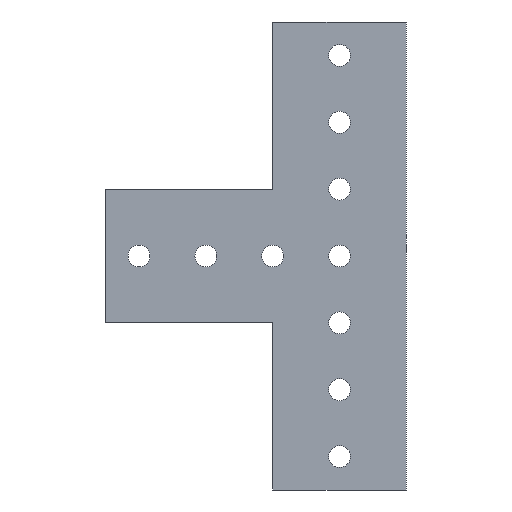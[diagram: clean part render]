
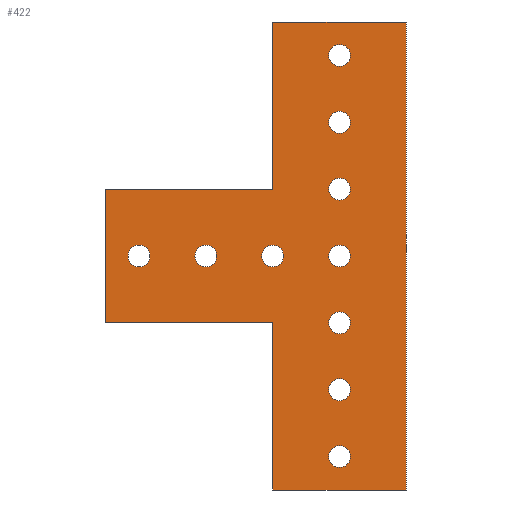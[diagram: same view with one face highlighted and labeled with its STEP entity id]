
A CAD part, front view. The second image highlights one B-rep face of the part: STEP entity #422.
In plain terms, the highlighted planar face has unit normal (0, -1, 0).
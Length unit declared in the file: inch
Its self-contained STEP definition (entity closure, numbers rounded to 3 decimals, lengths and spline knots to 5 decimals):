
#24=FACE_BOUND('',#107,.T.);
#25=FACE_BOUND('',#108,.T.);
#26=FACE_BOUND('',#109,.T.);
#27=FACE_BOUND('',#110,.T.);
#28=FACE_BOUND('',#111,.T.);
#29=FACE_BOUND('',#112,.T.);
#30=FACE_BOUND('',#113,.T.);
#31=FACE_BOUND('',#114,.T.);
#32=FACE_BOUND('',#115,.T.);
#33=FACE_BOUND('',#116,.T.);
#44=CIRCLE('',#465,0.0815);
#45=CIRCLE('',#466,0.0815);
#46=CIRCLE('',#467,0.0815);
#47=CIRCLE('',#468,0.0815);
#48=CIRCLE('',#469,0.0815);
#49=CIRCLE('',#470,0.0815);
#50=CIRCLE('',#471,0.0815);
#51=CIRCLE('',#472,0.0815);
#52=CIRCLE('',#473,0.0815);
#53=CIRCLE('',#474,0.0815);
#86=FACE_OUTER_BOUND('',#106,.T.);
#106=EDGE_LOOP('',(#310,#311,#312,#313,#314,#315,#316,#317));
#107=EDGE_LOOP('',(#318));
#108=EDGE_LOOP('',(#319));
#109=EDGE_LOOP('',(#320));
#110=EDGE_LOOP('',(#321));
#111=EDGE_LOOP('',(#322));
#112=EDGE_LOOP('',(#323));
#113=EDGE_LOOP('',(#324));
#114=EDGE_LOOP('',(#325));
#115=EDGE_LOOP('',(#326));
#116=EDGE_LOOP('',(#327));
#144=LINE('',#622,#178);
#148=LINE('',#630,#182);
#151=LINE('',#636,#185);
#152=LINE('',#638,#186);
#153=LINE('',#640,#187);
#154=LINE('',#642,#188);
#155=LINE('',#644,#189);
#156=LINE('',#645,#190);
#178=VECTOR('',#506,0.3937);
#182=VECTOR('',#512,0.3937);
#185=VECTOR('',#517,0.3937);
#186=VECTOR('',#518,0.3937);
#187=VECTOR('',#519,0.3937);
#188=VECTOR('',#520,0.3937);
#189=VECTOR('',#521,0.3937);
#190=VECTOR('',#522,0.3937);
#212=VERTEX_POINT('',#620);
#213=VERTEX_POINT('',#621);
#216=VERTEX_POINT('',#629);
#218=VERTEX_POINT('',#635);
#219=VERTEX_POINT('',#637);
#220=VERTEX_POINT('',#639);
#221=VERTEX_POINT('',#641);
#222=VERTEX_POINT('',#643);
#223=VERTEX_POINT('',#646);
#224=VERTEX_POINT('',#648);
#225=VERTEX_POINT('',#650);
#226=VERTEX_POINT('',#652);
#227=VERTEX_POINT('',#654);
#228=VERTEX_POINT('',#656);
#229=VERTEX_POINT('',#658);
#230=VERTEX_POINT('',#660);
#231=VERTEX_POINT('',#662);
#232=VERTEX_POINT('',#664);
#248=EDGE_CURVE('',#212,#213,#144,.T.);
#252=EDGE_CURVE('',#216,#212,#148,.T.);
#255=EDGE_CURVE('',#213,#218,#151,.T.);
#256=EDGE_CURVE('',#218,#219,#152,.T.);
#257=EDGE_CURVE('',#219,#220,#153,.T.);
#258=EDGE_CURVE('',#220,#221,#154,.T.);
#259=EDGE_CURVE('',#221,#222,#155,.T.);
#260=EDGE_CURVE('',#222,#216,#156,.T.);
#261=EDGE_CURVE('',#223,#223,#44,.T.);
#262=EDGE_CURVE('',#224,#224,#45,.T.);
#263=EDGE_CURVE('',#225,#225,#46,.T.);
#264=EDGE_CURVE('',#226,#226,#47,.T.);
#265=EDGE_CURVE('',#227,#227,#48,.T.);
#266=EDGE_CURVE('',#228,#228,#49,.T.);
#267=EDGE_CURVE('',#229,#229,#50,.T.);
#268=EDGE_CURVE('',#230,#230,#51,.T.);
#269=EDGE_CURVE('',#231,#231,#52,.T.);
#270=EDGE_CURVE('',#232,#232,#53,.T.);
#310=ORIENTED_EDGE('',*,*,#248,.T.);
#311=ORIENTED_EDGE('',*,*,#255,.T.);
#312=ORIENTED_EDGE('',*,*,#256,.T.);
#313=ORIENTED_EDGE('',*,*,#257,.T.);
#314=ORIENTED_EDGE('',*,*,#258,.T.);
#315=ORIENTED_EDGE('',*,*,#259,.T.);
#316=ORIENTED_EDGE('',*,*,#260,.T.);
#317=ORIENTED_EDGE('',*,*,#252,.T.);
#318=ORIENTED_EDGE('',*,*,#261,.T.);
#319=ORIENTED_EDGE('',*,*,#262,.T.);
#320=ORIENTED_EDGE('',*,*,#263,.T.);
#321=ORIENTED_EDGE('',*,*,#264,.T.);
#322=ORIENTED_EDGE('',*,*,#265,.T.);
#323=ORIENTED_EDGE('',*,*,#266,.T.);
#324=ORIENTED_EDGE('',*,*,#267,.T.);
#325=ORIENTED_EDGE('',*,*,#268,.T.);
#326=ORIENTED_EDGE('',*,*,#269,.T.);
#327=ORIENTED_EDGE('',*,*,#270,.T.);
#412=PLANE('',#464);
#422=ADVANCED_FACE('',(#86,#24,#25,#26,#27,#28,#29,#30,#31,#32,#33),#412,
 .F.);
#464=AXIS2_PLACEMENT_3D('',#634,#515,#516);
#465=AXIS2_PLACEMENT_3D('',#647,#523,#524);
#466=AXIS2_PLACEMENT_3D('',#649,#525,#526);
#467=AXIS2_PLACEMENT_3D('',#651,#527,#528);
#468=AXIS2_PLACEMENT_3D('',#653,#529,#530);
#469=AXIS2_PLACEMENT_3D('',#655,#531,#532);
#470=AXIS2_PLACEMENT_3D('',#657,#533,#534);
#471=AXIS2_PLACEMENT_3D('',#659,#535,#536);
#472=AXIS2_PLACEMENT_3D('',#661,#537,#538);
#473=AXIS2_PLACEMENT_3D('',#663,#539,#540);
#474=AXIS2_PLACEMENT_3D('',#665,#541,#542);
#506=DIRECTION('',(0.,0.,-1.));
#512=DIRECTION('',(-1.,0.,0.));
#515=DIRECTION('center_axis',(0.,1.,0.));
#516=DIRECTION('ref_axis',(0.,0.,1.));
#517=DIRECTION('',(1.,0.,0.));
#518=DIRECTION('',(0.,0.,-1.));
#519=DIRECTION('',(1.,0.,0.));
#520=DIRECTION('',(0.,0.,1.));
#521=DIRECTION('',(-1.,0.,0.));
#522=DIRECTION('',(0.,0.,-1.));
#523=DIRECTION('center_axis',(0.,1.,0.));
#524=DIRECTION('ref_axis',(1.,0.,0.));
#525=DIRECTION('center_axis',(0.,1.,0.));
#526=DIRECTION('ref_axis',(1.,0.,0.));
#527=DIRECTION('center_axis',(0.,1.,0.));
#528=DIRECTION('ref_axis',(1.,0.,0.));
#529=DIRECTION('center_axis',(0.,1.,0.));
#530=DIRECTION('ref_axis',(1.,0.,0.));
#531=DIRECTION('center_axis',(0.,1.,0.));
#532=DIRECTION('ref_axis',(1.,0.,0.));
#533=DIRECTION('center_axis',(0.,1.,0.));
#534=DIRECTION('ref_axis',(1.,0.,0.));
#535=DIRECTION('center_axis',(0.,1.,0.));
#536=DIRECTION('ref_axis',(1.,0.,0.));
#537=DIRECTION('center_axis',(0.,1.,0.));
#538=DIRECTION('ref_axis',(1.,0.,0.));
#539=DIRECTION('center_axis',(0.,1.,0.));
#540=DIRECTION('ref_axis',(1.,0.,0.));
#541=DIRECTION('center_axis',(0.,1.,0.));
#542=DIRECTION('ref_axis',(1.,0.,0.));
#620=CARTESIAN_POINT('',(-2.25,0.,-1.25));
#621=CARTESIAN_POINT('',(-2.25,0.,-2.25));
#622=CARTESIAN_POINT('',(-2.25,0.,-2.));
#629=CARTESIAN_POINT('',(-1.,0.,-1.25));
#630=CARTESIAN_POINT('',(-1.,0.,-1.25));
#634=CARTESIAN_POINT('Origin',(-1.20833,0.,-1.75));
#635=CARTESIAN_POINT('',(-1.,0.,-2.25));
#636=CARTESIAN_POINT('',(-3.25,0.,-2.25));
#637=CARTESIAN_POINT('',(-1.,0.,-3.5));
#638=CARTESIAN_POINT('',(-1.,0.,-2.25));
#639=CARTESIAN_POINT('',(0.,0.,-3.5));
#640=CARTESIAN_POINT('',(-1.,0.,-3.5));
#641=CARTESIAN_POINT('',(0.,0.,0.));
#642=CARTESIAN_POINT('',(0.,0.,-3.5));
#643=CARTESIAN_POINT('',(-1.,0.,0.));
#644=CARTESIAN_POINT('',(0.,0.,0.));
#645=CARTESIAN_POINT('',(-1.,0.,0.));
#646=CARTESIAN_POINT('',(-0.5815,0.,-0.25));
#647=CARTESIAN_POINT('Origin',(-0.5,0.,-0.25));
#648=CARTESIAN_POINT('',(-0.5815,0.,-1.75));
#649=CARTESIAN_POINT('Origin',(-0.5,0.,-1.75));
#650=CARTESIAN_POINT('',(-0.5815,0.,-2.25));
#651=CARTESIAN_POINT('Origin',(-0.5,0.,-2.25));
#652=CARTESIAN_POINT('',(-0.5815,0.,-2.75));
#653=CARTESIAN_POINT('Origin',(-0.5,0.,-2.75));
#654=CARTESIAN_POINT('',(-0.5815,0.,-3.25));
#655=CARTESIAN_POINT('Origin',(-0.5,0.,-3.25));
#656=CARTESIAN_POINT('',(-0.5815,0.,-0.75));
#657=CARTESIAN_POINT('Origin',(-0.5,0.,-0.75));
#658=CARTESIAN_POINT('',(-0.5815,0.,-1.25));
#659=CARTESIAN_POINT('Origin',(-0.5,0.,-1.25));
#660=CARTESIAN_POINT('',(-1.0815,0.,-1.75));
#661=CARTESIAN_POINT('Origin',(-1.,0.,-1.75));
#662=CARTESIAN_POINT('',(-1.5815,0.,-1.75));
#663=CARTESIAN_POINT('Origin',(-1.5,0.,-1.75));
#664=CARTESIAN_POINT('',(-2.0815,0.,-1.75));
#665=CARTESIAN_POINT('Origin',(-2.,0.,-1.75));
